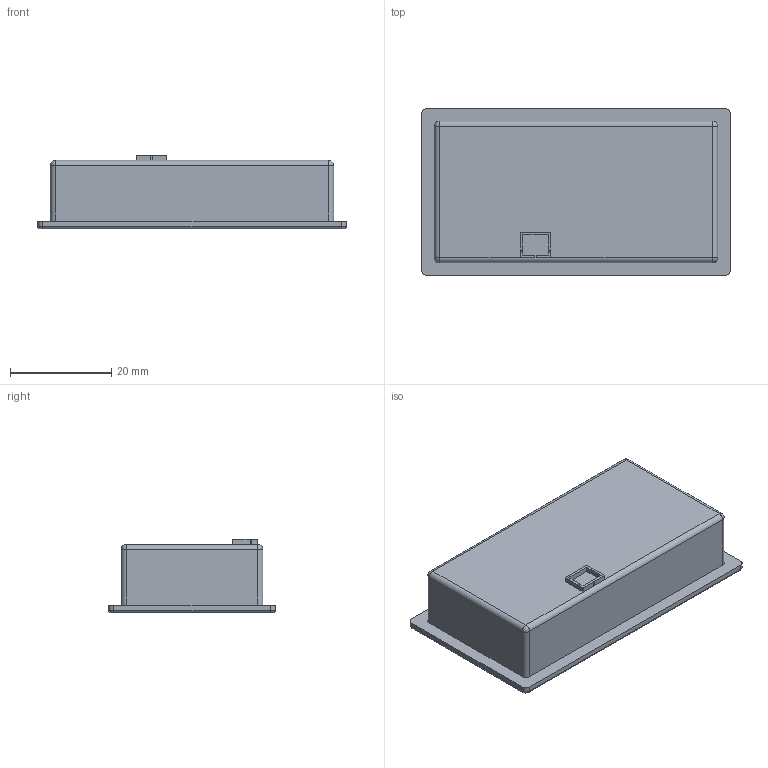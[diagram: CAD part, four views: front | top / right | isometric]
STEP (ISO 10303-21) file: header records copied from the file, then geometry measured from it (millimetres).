
FILE_DESCRIPTION(/* description */ (''),/* implementation_level */ '2;1');
FILE_NAME(/* name */ 'DIY.step',/* time_stamp */ '2025-12-26T14:53:59+01:00',/* author */ (''),/* organization */ (''),/* preprocessor_version */ 'ST-DEVELOPER v20.1',/* originating_system */ 'Autodesk Translation Framework v14.21.0.0',/* authorisation */ '');
FILE_SCHEMA (('AUTOMOTIVE_DESIGN { 1 0 10303 214 3 1 1 }'));
Length unit declared in the file: millimetre
Products named in the file (1): DIY
Bounding box: 61 x 33 x 14.5 mm (x, y, z)
Volume: 21153 mm3; surface area: 6416 mm2
Topology: 2 solids, 2 shells, 371 faces, 964 edges, 632 vertices
Faces by surface type: plane 219, bspline 123, cylinder 24, sphere 4, torus 1
Entity records: 17193 total; most frequent: CARTESIAN_POINT 8843, ORIENTED_EDGE 1920, DIRECTION 1275, EDGE_CURVE 960, LINE 667, VECTOR 667, VERTEX_POINT 632, EDGE_LOOP 410
